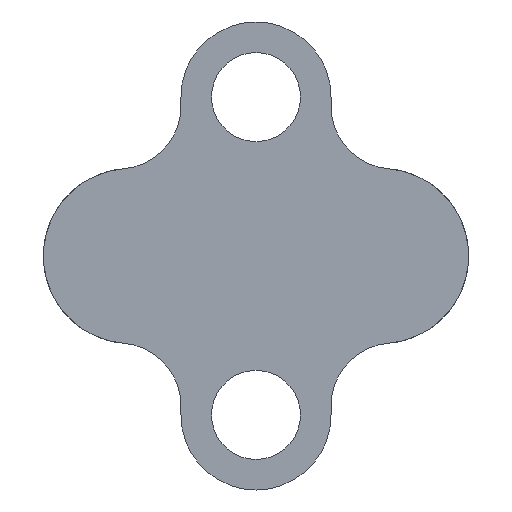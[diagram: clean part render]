
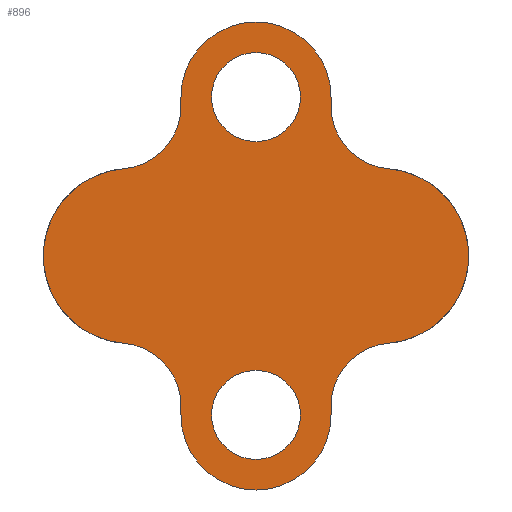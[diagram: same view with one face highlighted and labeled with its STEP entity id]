
A CAD part, front view. The second image highlights one B-rep face of the part: STEP entity #896.
In plain terms, the highlighted planar face has unit normal (0, -1, 0).
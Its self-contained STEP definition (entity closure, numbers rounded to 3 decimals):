
#5 = VERTEX_POINT ( 'NONE', #927 ) ;
#22 = ORIENTED_EDGE ( 'NONE', *, *, #972, .F. ) ;
#28 = FACE_BOUND ( 'NONE', #441, .T. ) ;
#32 = DIRECTION ( 'NONE',  ( 0., 0., 1. ) ) ;
#33 = EDGE_CURVE ( 'NONE', #828, #188, #372, .T. ) ;
#58 = EDGE_LOOP ( 'NONE', ( #722, #821, #528, #499, #74, #557, #164, #930, #369, #759, #858, #97, #776 ) ) ;
#63 = EDGE_LOOP ( 'NONE', ( #757, #715 ) ) ;
#66 = DIRECTION ( 'NONE',  ( 0., 0., -1. ) ) ;
#67 = VERTEX_POINT ( 'NONE', #462 ) ;
#74 = ORIENTED_EDGE ( 'NONE', *, *, #678, .T. ) ;
#91 = DIRECTION ( 'NONE',  ( 0., 0., -1. ) ) ;
#97 = ORIENTED_EDGE ( 'NONE', *, *, #839, .T. ) ;
#98 = CIRCLE ( 'NONE', #135, 7. ) ;
#113 = AXIS2_PLACEMENT_3D ( 'NONE', #379, #1034, #627 ) ;
#123 = CARTESIAN_POINT ( 'NONE',  ( 10.583, 0., 6.976 ) ) ;
#130 = CARTESIAN_POINT ( 'NONE',  ( 6., 0., 12.7 ) ) ;
#133 = EDGE_CURVE ( 'NONE', #141, #67, #269, .T. ) ;
#135 = AXIS2_PLACEMENT_3D ( 'NONE', #420, #181, #1017 ) ;
#141 = VERTEX_POINT ( 'NONE', #123 ) ;
#143 = CARTESIAN_POINT ( 'NONE',  ( -10.583, 0., 6.976 ) ) ;
#153 = EDGE_CURVE ( 'NONE', #521, #801, #474, .T. ) ;
#164 = ORIENTED_EDGE ( 'NONE', *, *, #33, .T. ) ;
#174 = VERTEX_POINT ( 'NONE', #266 ) ;
#181 = DIRECTION ( 'NONE',  ( 0., 1., 0. ) ) ;
#188 = VERTEX_POINT ( 'NONE', #529 ) ;
#189 = CARTESIAN_POINT ( 'NONE',  ( 0., 0., -9.144 ) ) ;
#199 = VECTOR ( 'NONE', #397, 1000. ) ;
#203 = VERTEX_POINT ( 'NONE', #189 ) ;
#218 = DIRECTION ( 'NONE',  ( 0., -1., 0. ) ) ;
#224 = DIRECTION ( 'NONE',  ( 0., 0., -1. ) ) ;
#228 = CARTESIAN_POINT ( 'NONE',  ( -10.583, 0., -6.976 ) ) ;
#234 = AXIS2_PLACEMENT_3D ( 'NONE', #989, #659, #585 ) ;
#236 = CIRCLE ( 'NONE', #439, 3.556 ) ;
#237 = CIRCLE ( 'NONE', #311, 5. ) ;
#240 = CARTESIAN_POINT ( 'NONE',  ( 6., 0., -11.958 ) ) ;
#248 = CARTESIAN_POINT ( 'NONE',  ( 6., 0., 12.7 ) ) ;
#254 = CIRCLE ( 'NONE', #478, 3.556 ) ;
#266 = CARTESIAN_POINT ( 'NONE',  ( 6., 0., -12.7 ) ) ;
#269 = CIRCLE ( 'NONE', #716, 5. ) ;
#307 = CARTESIAN_POINT ( 'NONE',  ( 11., 0., 11.958 ) ) ;
#311 = AXIS2_PLACEMENT_3D ( 'NONE', #868, #945, #546 ) ;
#326 = CIRCLE ( 'NONE', #834, 6. ) ;
#332 = CARTESIAN_POINT ( 'NONE',  ( -11., 0., -11.958 ) ) ;
#347 = EDGE_CURVE ( 'NONE', #867, #1066, #236, .T. ) ;
#352 = ORIENTED_EDGE ( 'NONE', *, *, #402, .F. ) ;
#369 = ORIENTED_EDGE ( 'NONE', *, *, #133, .T. ) ;
#372 = CIRCLE ( 'NONE', #234, 5. ) ;
#373 = VERTEX_POINT ( 'NONE', #143 ) ;
#379 = CARTESIAN_POINT ( 'NONE',  ( 0., 0., -12.7 ) ) ;
#380 = CARTESIAN_POINT ( 'NONE',  ( 0., 0., 9.144 ) ) ;
#387 = DIRECTION ( 'NONE',  ( 0., -1., 0. ) ) ;
#397 = DIRECTION ( 'NONE',  ( 0., 0., 1. ) ) ;
#398 = CARTESIAN_POINT ( 'NONE',  ( 0., 0., -16.256 ) ) ;
#402 = EDGE_CURVE ( 'NONE', #445, #203, #648, .T. ) ;
#420 = CARTESIAN_POINT ( 'NONE',  ( 10., 0., 0. ) ) ;
#438 = CARTESIAN_POINT ( 'NONE',  ( -10., 0., 0. ) ) ;
#439 = AXIS2_PLACEMENT_3D ( 'NONE', #798, #218, #66 ) ;
#441 = EDGE_LOOP ( 'NONE', ( #352, #22 ) ) ;
#445 = VERTEX_POINT ( 'NONE', #398 ) ;
#449 = EDGE_CURVE ( 'NONE', #987, #810, #326, .T. ) ;
#457 = DIRECTION ( 'NONE',  ( 0., -1., 0. ) ) ;
#458 = EDGE_CURVE ( 'NONE', #710, #875, #925, .T. ) ;
#462 = CARTESIAN_POINT ( 'NONE',  ( 6., 0., 11.958 ) ) ;
#465 = CARTESIAN_POINT ( 'NONE',  ( 6., 0., 12.7 ) ) ;
#468 = DIRECTION ( 'NONE',  ( 0., -1., 0. ) ) ;
#474 = CIRCLE ( 'NONE', #113, 6. ) ;
#476 = VECTOR ( 'NONE', #91, 1000. ) ;
#478 = AXIS2_PLACEMENT_3D ( 'NONE', #543, #468, #552 ) ;
#482 = LINE ( 'NONE', #248, #199 ) ;
#499 = ORIENTED_EDGE ( 'NONE', *, *, #153, .T. ) ;
#520 = CARTESIAN_POINT ( 'NONE',  ( 0., 0., 16.256 ) ) ;
#521 = VERTEX_POINT ( 'NONE', #820 ) ;
#527 = AXIS2_PLACEMENT_3D ( 'NONE', #731, #387, #971 ) ;
#528 = ORIENTED_EDGE ( 'NONE', *, *, #547, .T. ) ;
#529 = CARTESIAN_POINT ( 'NONE',  ( 10.583, 0., -6.976 ) ) ;
#531 = DIRECTION ( 'NONE',  ( 0., 0., 1. ) ) ;
#543 = CARTESIAN_POINT ( 'NONE',  ( 0., 0., -12.7 ) ) ;
#546 = DIRECTION ( 'NONE',  ( 0., 0., 1. ) ) ;
#547 = EDGE_CURVE ( 'NONE', #875, #521, #908, .T. ) ;
#549 = AXIS2_PLACEMENT_3D ( 'NONE', #438, #830, #997 ) ;
#551 = DIRECTION ( 'NONE',  ( 0., 1., 0. ) ) ;
#552 = DIRECTION ( 'NONE',  ( 0., 0., -1. ) ) ;
#557 = ORIENTED_EDGE ( 'NONE', *, *, #730, .T. ) ;
#569 = CARTESIAN_POINT ( 'NONE',  ( -6., 0., 12.7 ) ) ;
#574 = LINE ( 'NONE', #983, #769 ) ;
#578 = AXIS2_PLACEMENT_3D ( 'NONE', #1032, #457, #788 ) ;
#581 = DIRECTION ( 'NONE',  ( 0., 0., -1. ) ) ;
#583 = EDGE_CURVE ( 'NONE', #67, #987, #631, .T. ) ;
#585 = DIRECTION ( 'NONE',  ( 0., 0., 1. ) ) ;
#590 = CARTESIAN_POINT ( 'NONE',  ( -6., 0., -11.958 ) ) ;
#616 = AXIS2_PLACEMENT_3D ( 'NONE', #332, #658, #902 ) ;
#627 = DIRECTION ( 'NONE',  ( 0., 0., -1. ) ) ;
#629 = EDGE_CURVE ( 'NONE', #5, #373, #237, .T. ) ;
#631 = LINE ( 'NONE', #465, #891 ) ;
#648 = CIRCLE ( 'NONE', #527, 3.556 ) ;
#658 = DIRECTION ( 'NONE',  ( 0., 1., 0. ) ) ;
#659 = DIRECTION ( 'NONE',  ( 0., 1., 0. ) ) ;
#663 = CIRCLE ( 'NONE', #906, 3.556 ) ;
#668 = CARTESIAN_POINT ( 'NONE',  ( -6., 0., 12.7 ) ) ;
#669 = EDGE_CURVE ( 'NONE', #1066, #867, #663, .T. ) ;
#678 = EDGE_CURVE ( 'NONE', #801, #174, #1044, .T. ) ;
#700 = CARTESIAN_POINT ( 'NONE',  ( 0., 0., 12.7 ) ) ;
#710 = VERTEX_POINT ( 'NONE', #228 ) ;
#713 = CARTESIAN_POINT ( 'NONE',  ( -10., 0., 0. ) ) ;
#715 = ORIENTED_EDGE ( 'NONE', *, *, #347, .F. ) ;
#716 = AXIS2_PLACEMENT_3D ( 'NONE', #307, #551, #531 ) ;
#722 = ORIENTED_EDGE ( 'NONE', *, *, #946, .F. ) ;
#728 = CARTESIAN_POINT ( 'NONE',  ( 0., 0., -18.7 ) ) ;
#730 = EDGE_CURVE ( 'NONE', #174, #828, #482, .T. ) ;
#731 = CARTESIAN_POINT ( 'NONE',  ( 0., 0., -12.7 ) ) ;
#757 = ORIENTED_EDGE ( 'NONE', *, *, #669, .F. ) ;
#759 = ORIENTED_EDGE ( 'NONE', *, *, #583, .T. ) ;
#769 = VECTOR ( 'NONE', #581, 1000. ) ;
#776 = ORIENTED_EDGE ( 'NONE', *, *, #629, .T. ) ;
#788 = DIRECTION ( 'NONE',  ( 0., 0., -1. ) ) ;
#791 = DIRECTION ( 'NONE',  ( 0., 1., 0. ) ) ;
#793 = DIRECTION ( 'NONE',  ( 0., 0., 1. ) ) ;
#798 = CARTESIAN_POINT ( 'NONE',  ( 0., 0., 12.7 ) ) ;
#801 = VERTEX_POINT ( 'NONE', #728 ) ;
#809 = CARTESIAN_POINT ( 'NONE',  ( 0., 0., 12.7 ) ) ;
#810 = VERTEX_POINT ( 'NONE', #569 ) ;
#820 = CARTESIAN_POINT ( 'NONE',  ( -6., 0., -12.7 ) ) ;
#821 = ORIENTED_EDGE ( 'NONE', *, *, #458, .T. ) ;
#828 = VERTEX_POINT ( 'NONE', #240 ) ;
#830 = DIRECTION ( 'NONE',  ( 0., 1., 0. ) ) ;
#834 = AXIS2_PLACEMENT_3D ( 'NONE', #809, #1065, #917 ) ;
#839 = EDGE_CURVE ( 'NONE', #810, #5, #574, .T. ) ;
#843 = FACE_BOUND ( 'NONE', #63, .T. ) ;
#848 = FACE_OUTER_BOUND ( 'NONE', #58, .T. ) ;
#858 = ORIENTED_EDGE ( 'NONE', *, *, #449, .T. ) ;
#867 = VERTEX_POINT ( 'NONE', #520 ) ;
#868 = CARTESIAN_POINT ( 'NONE',  ( -11., 0., 11.958 ) ) ;
#874 = AXIS2_PLACEMENT_3D ( 'NONE', #713, #791, #32 ) ;
#875 = VERTEX_POINT ( 'NONE', #590 ) ;
#887 = EDGE_CURVE ( 'NONE', #141, #188, #98, .T. ) ;
#891 = VECTOR ( 'NONE', #793, 1000. ) ;
#896 = ADVANCED_FACE ( 'NONE', ( #848, #28, #843 ), #1006, .F. ) ;
#902 = DIRECTION ( 'NONE',  ( 0., 0., 1. ) ) ;
#906 = AXIS2_PLACEMENT_3D ( 'NONE', #700, #1041, #224 ) ;
#908 = LINE ( 'NONE', #668, #476 ) ;
#917 = DIRECTION ( 'NONE',  ( 0., 0., -1. ) ) ;
#925 = CIRCLE ( 'NONE', #616, 5. ) ;
#927 = CARTESIAN_POINT ( 'NONE',  ( -6., 0., 11.958 ) ) ;
#930 = ORIENTED_EDGE ( 'NONE', *, *, #887, .F. ) ;
#945 = DIRECTION ( 'NONE',  ( 0., 1., 0. ) ) ;
#946 = EDGE_CURVE ( 'NONE', #710, #373, #994, .T. ) ;
#971 = DIRECTION ( 'NONE',  ( 0., 0., -1. ) ) ;
#972 = EDGE_CURVE ( 'NONE', #203, #445, #254, .T. ) ;
#983 = CARTESIAN_POINT ( 'NONE',  ( -6., 0., 12.7 ) ) ;
#987 = VERTEX_POINT ( 'NONE', #130 ) ;
#989 = CARTESIAN_POINT ( 'NONE',  ( 11., 0., -11.958 ) ) ;
#994 = CIRCLE ( 'NONE', #874, 7. ) ;
#997 = DIRECTION ( 'NONE',  ( 0., 0., 1. ) ) ;
#1006 = PLANE ( 'NONE',  #549 ) ;
#1017 = DIRECTION ( 'NONE',  ( 0., 0., 1. ) ) ;
#1032 = CARTESIAN_POINT ( 'NONE',  ( 0., 0., -12.7 ) ) ;
#1034 = DIRECTION ( 'NONE',  ( 0., -1., 0. ) ) ;
#1041 = DIRECTION ( 'NONE',  ( 0., -1., 0. ) ) ;
#1044 = CIRCLE ( 'NONE', #578, 6. ) ;
#1065 = DIRECTION ( 'NONE',  ( 0., -1., 0. ) ) ;
#1066 = VERTEX_POINT ( 'NONE', #380 ) ;
